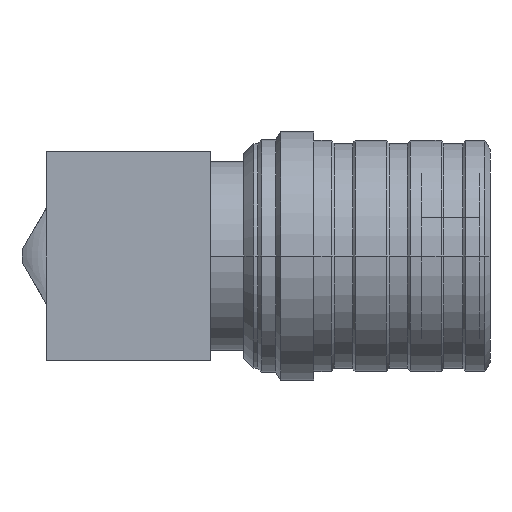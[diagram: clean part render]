
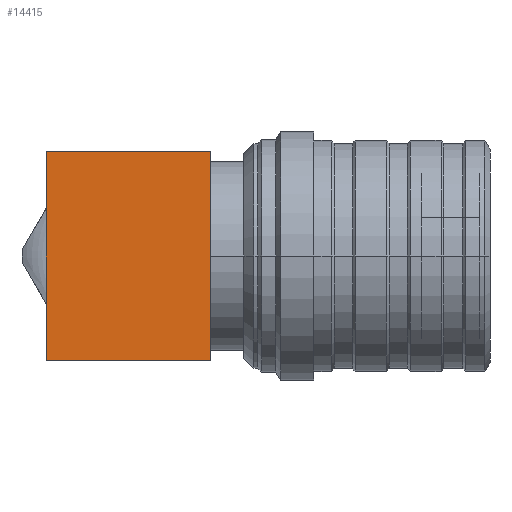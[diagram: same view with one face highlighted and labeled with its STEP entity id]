
A CAD part, left-side view. The second image highlights one B-rep face of the part: STEP entity #14415.
In plain terms, the highlighted planar face has unit normal (-1, 0, 0).
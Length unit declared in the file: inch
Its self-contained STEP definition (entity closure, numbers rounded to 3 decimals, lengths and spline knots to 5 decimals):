
#910 = VERTEX_POINT ( 'NONE', #14408 ) ;
#1684 = FACE_OUTER_BOUND ( 'NONE', #28101, .T. ) ;
#1722 = VECTOR ( 'NONE', #11603, 39.37008 ) ;
#3119 = EDGE_CURVE ( 'NONE', #12121, #910, #16063, .T. ) ;
#3229 = VECTOR ( 'NONE', #28386, 39.37008 ) ;
#3974 = DIRECTION ( 'NONE',  ( 0., 0., -1. ) ) ;
#3993 = ORIENTED_EDGE ( 'NONE', *, *, #18738, .T. ) ;
#6640 = CARTESIAN_POINT ( 'NONE',  ( -0.195, -0.135, 0.17175 ) ) ;
#7686 = ORIENTED_EDGE ( 'NONE', *, *, #23720, .F. ) ;
#8664 = VECTOR ( 'NONE', #14844, 39.37008 ) ;
#10298 = VERTEX_POINT ( 'NONE', #10324 ) ;
#10324 = CARTESIAN_POINT ( 'NONE',  ( -0.195, -0.135, 0.17175 ) ) ;
#11603 = DIRECTION ( 'NONE',  ( 0., -1., 0. ) ) ;
#11793 = CARTESIAN_POINT ( 'NONE',  ( -0.195, -0.135, 0.17175 ) ) ;
#12121 = VERTEX_POINT ( 'NONE', #13919 ) ;
#13919 = CARTESIAN_POINT ( 'NONE',  ( -0.195, 0.135, 0.17175 ) ) ;
#14408 = CARTESIAN_POINT ( 'NONE',  ( -0.195, 0.135, -0.17175 ) ) ;
#14415 = ADVANCED_FACE ( 'NONE', ( #1684 ), #14590, .F. ) ;
#14590 = PLANE ( 'NONE',  #27447 ) ;
#14777 = CARTESIAN_POINT ( 'NONE',  ( -0.195, -0.135, -0.17175 ) ) ;
#14844 = DIRECTION ( 'NONE',  ( 0., 0., -1. ) ) ;
#16063 = LINE ( 'NONE', #26186, #32649 ) ;
#16925 = DIRECTION ( 'NONE',  ( 1., 0., 0. ) ) ;
#18256 = CARTESIAN_POINT ( 'NONE',  ( -0.195, -0.135, -0.17175 ) ) ;
#18738 = EDGE_CURVE ( 'NONE', #910, #25484, #23222, .T. ) ;
#22146 = ORIENTED_EDGE ( 'NONE', *, *, #3119, .T. ) ;
#23222 = LINE ( 'NONE', #18256, #3229 ) ;
#23720 = EDGE_CURVE ( 'NONE', #10298, #25484, #29952, .T. ) ;
#24211 = DIRECTION ( 'NONE',  ( 0., 0., -1. ) ) ;
#25484 = VERTEX_POINT ( 'NONE', #14777 ) ;
#26186 = CARTESIAN_POINT ( 'NONE',  ( -0.195, 0.135, 0.17175 ) ) ;
#26201 = LINE ( 'NONE', #6640, #1722 ) ;
#27447 = AXIS2_PLACEMENT_3D ( 'NONE', #11793, #16925, #24211 ) ;
#27689 = EDGE_CURVE ( 'NONE', #12121, #10298, #26201, .T. ) ;
#28101 = EDGE_LOOP ( 'NONE', ( #3993, #7686, #30422, #22146 ) ) ;
#28386 = DIRECTION ( 'NONE',  ( 0., -1., 0. ) ) ;
#29789 = CARTESIAN_POINT ( 'NONE',  ( -0.195, -0.135, 0.17175 ) ) ;
#29952 = LINE ( 'NONE', #29789, #8664 ) ;
#30422 = ORIENTED_EDGE ( 'NONE', *, *, #27689, .F. ) ;
#32649 = VECTOR ( 'NONE', #3974, 39.37008 ) ;
